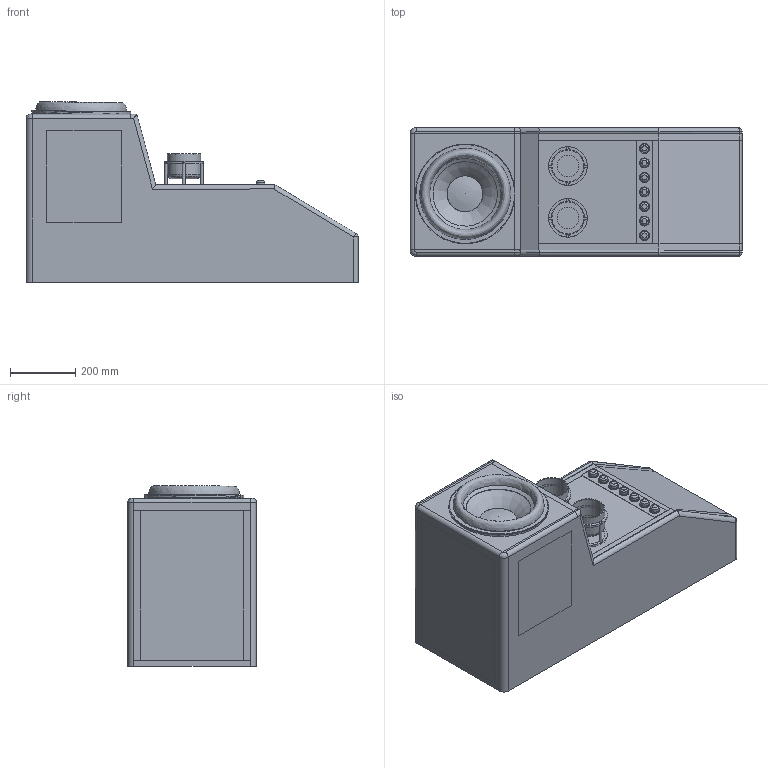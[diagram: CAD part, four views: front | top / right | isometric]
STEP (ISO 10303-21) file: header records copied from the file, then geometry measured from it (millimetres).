
FILE_DESCRIPTION(('FreeCAD Model'),'2;1');
FILE_NAME('Open CASCADE Shape Model','2025-05-04T15:13:23',('FreeCAD'),( 'FreeCAD'),'Open CASCADE STEP processor 7.6','FreeCAD','Unknown');
FILE_SCHEMA(('AUTOMOTIVE_DESIGN { 1 0 10303 214 1 1 1 1 }'));
Length unit declared in the file: millimetre
Products named in the file (1): Open CASCADE STEP translator 7.6 1
Bounding box: 1016 x 393.7 x 553.05 mm (x, y, z)
Volume: 50698604 mm3; surface area: 6178346.4 mm2
Topology: 41 solids, 42 shells, 330 faces, 696 edges, 475 vertices
Faces by surface type: plane 207, cylinder 81, cone 17, torus 12, bspline 9, revolution 2, sphere 2
Full cylindrical faces by diameter (mm): 0.022 x1, 8.382 x8, 25.4 x7, 30.48 x7, 66.04 x2, 72.394 x1, 97.79 x2, 100.965 x4, 101.134 x1, 101.6 x2, 109.463 x2, 117.935 x4, 152.368 x1, 152.519 x1, 164.009 x1, 170.092 x1, 176.553 x1, 188.373 x1, 195.487 x1, 206.221 x1, 213.317 x1, 266.7 x1, 273.345 x1, 302.555 x2, 305.308 x1
Entity records: 14480 total; most frequent: CARTESIAN_POINT 7112, DIRECTION 1606, ORIENTED_EDGE 1380, EDGE_CURVE 690, AXIS2_PLACEMENT_3D 606, VERTEX_POINT 475, LINE 392, VECTOR 392
